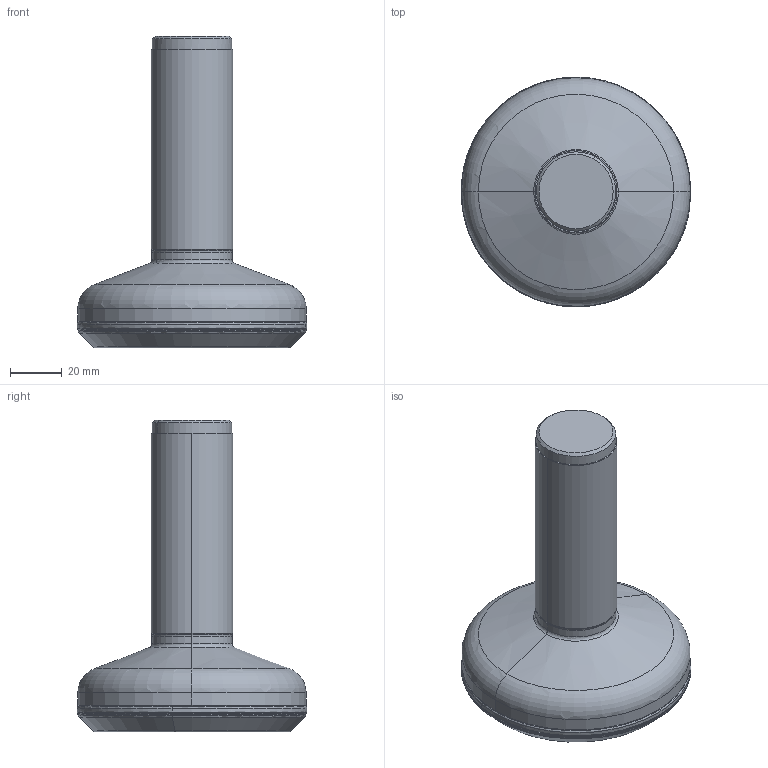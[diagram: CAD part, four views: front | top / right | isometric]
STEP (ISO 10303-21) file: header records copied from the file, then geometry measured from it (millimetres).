
FILE_DESCRIPTION(/* description */ (''),/* implementation_level */ '2;1');
FILE_NAME(/* name */ 'WSX445UR4806FA20M_IR0_047.stp',/* time_stamp */ '2025-07-03T15:23:31+09:00',/* author */ (''),/* organization */ (''),/* preprocessor_version */ 'ST-DEVELOPER v18.101',/* originating_system */ 'SIEMENS PLM Software NX 2011',/* authorisation */ '');
FILE_SCHEMA (('AUTOMOTIVE_DESIGN { 1 0 10303 214 3 1 1 1 }'));
Length unit declared in the file: millimetre
Products named in the file (1): WSX445UR4806FA20M_IR0_047_ASM
Bounding box: 89.04 x 89.04 x 120.65 mm (x, y, z)
Volume: 234930.5 mm3; surface area: 37052.5 mm2
Topology: 2 solids, 2 shells, 111 faces, 265 edges, 195 vertices
Faces by surface type: torus 64, cone 24, cylinder 10, bspline 8, plane 5
Entity records: 4683 total; most frequent: CARTESIAN_POINT 2260, ORIENTED_EDGE 460, DIRECTION 440, EDGE_CURVE 230, AXIS2_PLACEMENT_3D 209, B_SPLINE_CURVE_WITH_KNOTS 145, VERTEX_POINT 124, EDGE_LOOP 114
